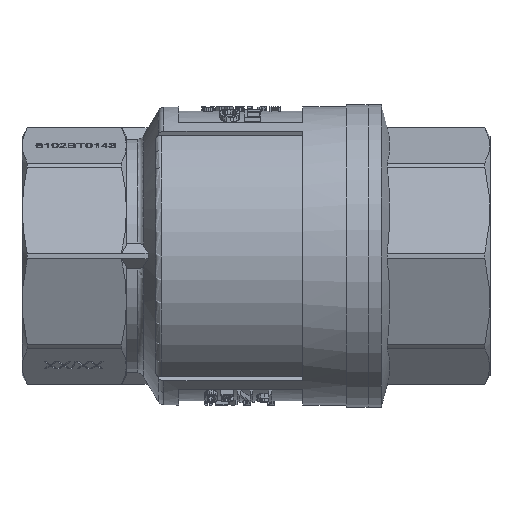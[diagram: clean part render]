
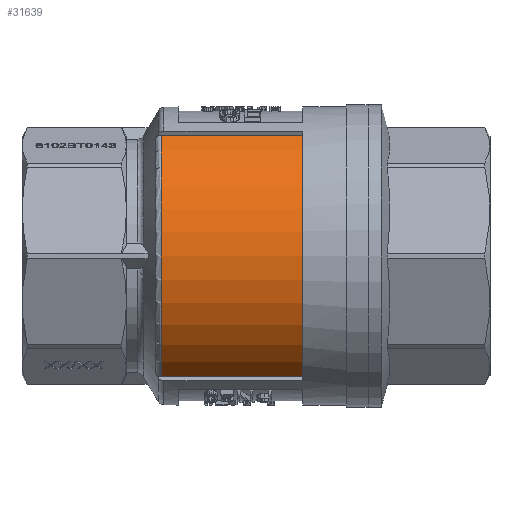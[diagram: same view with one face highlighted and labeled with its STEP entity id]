
A CAD part, front view. The second image highlights one B-rep face of the part: STEP entity #31639.
In plain terms, the highlighted cylindrical face has radius 33.25 mm (diameter 66.5 mm), a partial arc.
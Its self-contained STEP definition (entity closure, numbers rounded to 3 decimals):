
#3558=LINE('',#51532,#6916);
#3559=LINE('',#51536,#6917);
#6916=VECTOR('',#38194,1000.);
#6917=VECTOR('',#38197,1000.);
#10964=ORIENTED_EDGE('',*,*,#20267,.T.);
#10965=ORIENTED_EDGE('',*,*,#20268,.F.);
#10966=ORIENTED_EDGE('',*,*,#20269,.T.);
#10967=ORIENTED_EDGE('',*,*,#20270,.T.);
#20267=EDGE_CURVE('',#27446,#27447,#23978,.T.);
#20268=EDGE_CURVE('',#27448,#27447,#3558,.T.);
#20269=EDGE_CURVE('',#27448,#27449,#23979,.T.);
#20270=EDGE_CURVE('',#27449,#27446,#3559,.T.);
#23978=CIRCLE('',#33850,33.25);
#23979=CIRCLE('',#33851,33.25);
#24434=EDGE_LOOP('',(#10964,#10965,#10966,#10967));
#26170=CYLINDRICAL_SURFACE('',#33849,33.25);
#27446=VERTEX_POINT('',#51530);
#27447=VERTEX_POINT('',#51531);
#27448=VERTEX_POINT('',#51533);
#27449=VERTEX_POINT('',#51535);
#29780=FACE_BOUND('',#24434,.T.);
#31639=ADVANCED_FACE('',(#29780),#26170,.T.);
#33849=AXIS2_PLACEMENT_3D('',#51528,#38190,#38191);
#33850=AXIS2_PLACEMENT_3D('',#51529,#38192,#38193);
#33851=AXIS2_PLACEMENT_3D('',#51534,#38195,#38196);
#38190=DIRECTION('',(-1.,0.,0.));
#38191=DIRECTION('',(0.,1.,0.));
#38192=DIRECTION('',(1.,0.,0.));
#38193=DIRECTION('',(0.,1.,0.));
#38194=DIRECTION('',(-1.,0.,0.));
#38195=DIRECTION('',(-1.,0.,0.));
#38196=DIRECTION('',(0.,1.,0.));
#38197=DIRECTION('',(-1.,0.,0.));
#51528=CARTESIAN_POINT('',(0.5,0.,0.));
#51529=CARTESIAN_POINT('',(-22.5,0.,0.));
#51530=CARTESIAN_POINT('',(-22.5,-18.327,27.743));
#51531=CARTESIAN_POINT('',(-22.5,-18.327,-27.743));
#51532=CARTESIAN_POINT('',(0.5,-18.327,-27.743));
#51533=CARTESIAN_POINT('',(10.,-18.327,-27.743));
#51534=CARTESIAN_POINT('',(10.,0.,0.));
#51535=CARTESIAN_POINT('',(10.,-18.327,27.743));
#51536=CARTESIAN_POINT('',(0.5,-18.327,27.743));
